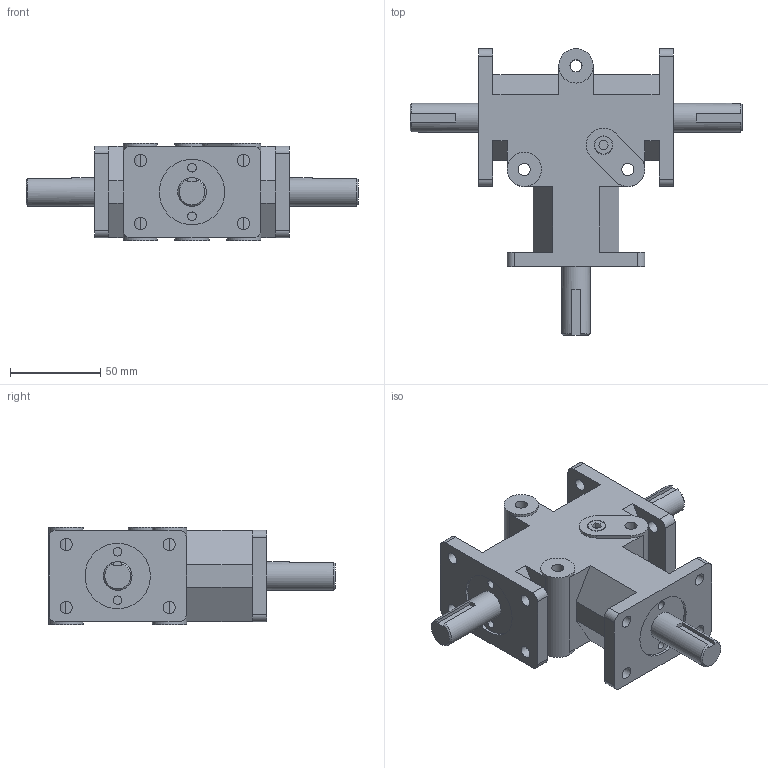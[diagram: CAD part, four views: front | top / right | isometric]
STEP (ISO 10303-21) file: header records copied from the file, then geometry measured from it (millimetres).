
FILE_DESCRIPTION(/* description */ (''),/* implementation_level */ '2;1');
FILE_NAME(/* name */ '2.step',/* time_stamp */ '2021-01-07T10:51:02-05:00',/* author */ (''),/* organization */ (''),/* preprocessor_version */ 'ST-DEVELOPER v18.1',/* originating_system */ 'Autodesk Translation Framework v9.7.1.1290',/* authorisation */ '');
FILE_SCHEMA (('AUTOMOTIVE_DESIGN { 1 0 10303 214 3 1 1 }'));
Length unit declared in the file: inch
Products named in the file (1): (Unsaved)
Bounding box: 184.15 x 158.88 x 54.1 mm (x, y, z)
Volume: 446092.3 mm3; surface area: 61420.7 mm2
Topology: 1 solids, 1 shells, 129 faces, 334 edges, 221 vertices
Faces by surface type: plane 81, cylinder 44, cone 4
Full cylindrical faces by diameter (mm): 4.75 x6, 6.731 x15, 10.16 x1, 15.875 x3, 19.05 x3, 36.271 x3
Entity records: 4043 total; most frequent: CARTESIAN_POINT 697, DIRECTION 694, ORIENTED_EDGE 668, EDGE_CURVE 334, AXIS2_PLACEMENT_3D 236, LINE 222, VECTOR 222, VERTEX_POINT 221
